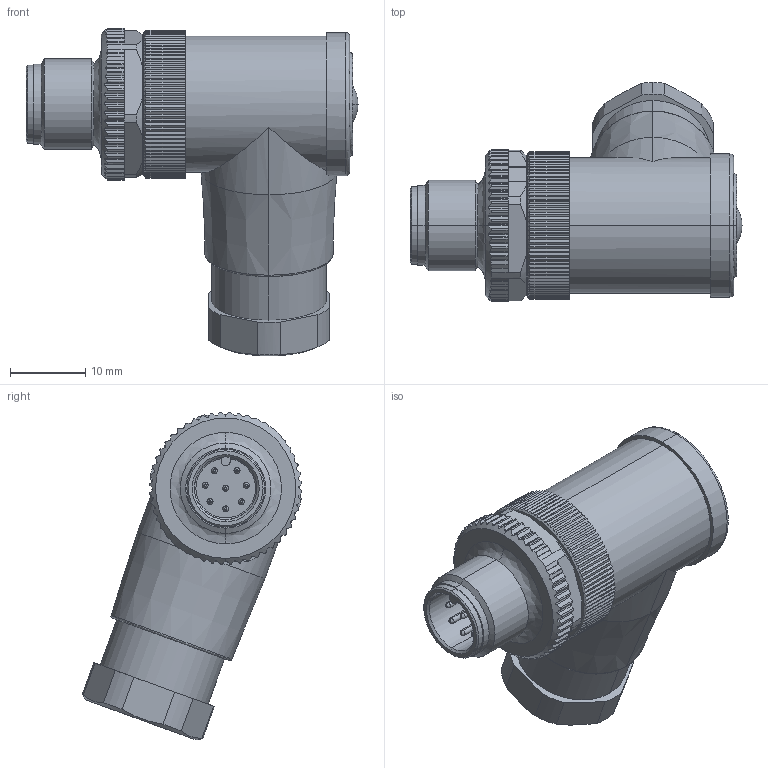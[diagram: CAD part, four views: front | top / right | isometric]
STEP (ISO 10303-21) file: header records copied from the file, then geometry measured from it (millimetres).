
FILE_DESCRIPTION (( 'STEP AP214' ), '1' );
FILE_NAME ('M12FT8AM90.STEP', '2019-04-22T19:08:54', ( '' ), ( '' ), 'SwSTEP 2.0', 'SolidWorks 2018', '' );
FILE_SCHEMA (( 'AUTOMOTIVE_DESIGN' ));
Length unit declared in the file: millimetre
Products named in the file (1): M12FT8AM90
Bounding box: 44 x 29.1 x 43.45 mm (x, y, z)
Volume: 15069.2 mm3; surface area: 5035.8 mm2
Topology: 1 solids, 1 shells, 671 faces, 1909 edges, 1256 vertices
Faces by surface type: plane 355, cylinder 266, cone 24, torus 18, bspline 8
Entity records: 22844 total; most frequent: CARTESIAN_POINT 5819, ORIENTED_EDGE 3814, DIRECTION 3282, EDGE_CURVE 1907, VERTEX_POINT 1256, AXIS2_PLACEMENT_3D 1165, VECTOR 952, LINE 952
